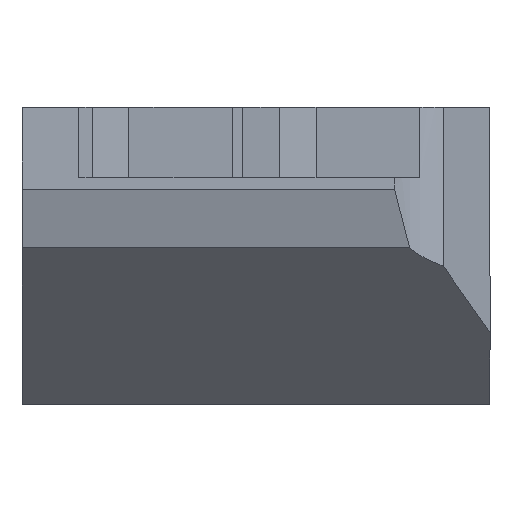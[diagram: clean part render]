
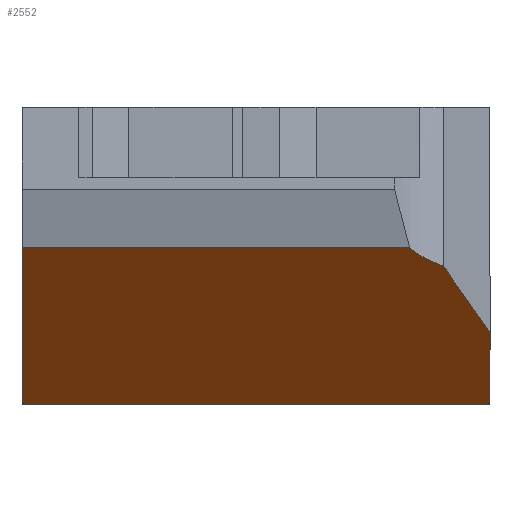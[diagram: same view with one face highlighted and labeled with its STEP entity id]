
A CAD part, left-side view. The second image highlights one B-rep face of the part: STEP entity #2552.
In plain terms, the highlighted planar face has unit normal (-0.707, 0, -0.707).
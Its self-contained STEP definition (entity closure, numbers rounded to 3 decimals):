
#15 = FACE_OUTER_BOUND ( 'NONE', #3494, .T. ) ;
#151 = CARTESIAN_POINT ( 'NONE',  ( -92.63, 141.494, -12.7 ) ) ;
#169 = DIRECTION ( 'NONE',  ( -0.707, 0., 0.707 ) ) ;
#227 = AXIS2_PLACEMENT_3D ( 'NONE', #2708, #1111, #2966 ) ;
#245 = CARTESIAN_POINT ( 'NONE',  ( -99.33, -6.563, -6. ) ) ;
#297 = DIRECTION ( 'NONE',  ( 0.707, 0., -0.707 ) ) ;
#304 = VECTOR ( 'NONE', #2051, 1000. ) ;
#447 = CARTESIAN_POINT ( 'NONE',  ( -154.369, 31.078, 49.039 ) ) ;
#514 = VECTOR ( 'NONE', #2185, 1000. ) ;
#554 = VERTEX_POINT ( 'NONE', #2579 ) ;
#555 = CARTESIAN_POINT ( 'NONE',  ( -98.979, -6.987, -6.351 ) ) ;
#558 = ORIENTED_EDGE ( 'NONE', *, *, #1032, .F. ) ;
#583 = VERTEX_POINT ( 'NONE', #3467 ) ;
#689 = ORIENTED_EDGE ( 'NONE', *, *, #1370, .F. ) ;
#709 = VECTOR ( 'NONE', #297, 1000. ) ;
#1032 = EDGE_CURVE ( 'NONE', #583, #2715, #3209, .T. ) ;
#1047 = EDGE_CURVE ( 'NONE', #2715, #3552, #3369, .T. ) ;
#1086 = EDGE_CURVE ( 'NONE', #554, #2738, #2308, .T. ) ;
#1095 = CARTESIAN_POINT ( 'NONE',  ( -92.63, 10., -12.7 ) ) ;
#1111 = DIRECTION ( 'NONE',  ( -0.707, 0., -0.707 ) ) ;
#1152 = CARTESIAN_POINT ( 'NONE',  ( -92.63, -10., -12.7 ) ) ;
#1201 = EDGE_CURVE ( 'NONE', #1266, #2738, #1636, .T. ) ;
#1266 = VERTEX_POINT ( 'NONE', #1095 ) ;
#1370 = EDGE_CURVE ( 'NONE', #3552, #554, #1431, .T. ) ;
#1403 = EDGE_CURVE ( 'NONE', #1266, #583, #1931, .T. ) ;
#1431 = LINE ( 'NONE', #447, #514 ) ;
#1486 = CARTESIAN_POINT ( 'NONE',  ( -98.56, -8., -6.77 ) ) ;
#1573 = ORIENTED_EDGE ( 'NONE', *, *, #1086, .F. ) ;
#1636 = LINE ( 'NONE', #151, #2235 ) ;
#1679 = CARTESIAN_POINT ( 'NONE',  ( -96.315, 10., -9.015 ) ) ;
#1859 = VECTOR ( 'NONE', #169, 1000. ) ;
#1876 = ORIENTED_EDGE ( 'NONE', *, *, #1201, .T. ) ;
#1931 = LINE ( 'NONE', #1679, #1859 ) ;
#2051 = DIRECTION ( 'NONE',  ( 0., -1., 0. ) ) ;
#2185 = DIRECTION ( 'NONE',  ( 0.634, -0.444, -0.634 ) ) ;
#2193 = CARTESIAN_POINT ( 'NONE',  ( -98.56, -8., -6.77 ) ) ;
#2223 = CARTESIAN_POINT ( 'NONE',  ( -99.33, 141.494, -6. ) ) ;
#2235 = VECTOR ( 'NONE', #3155, 1000. ) ;
#2278 = ORIENTED_EDGE ( 'NONE', *, *, #1047, .F. ) ;
#2308 = LINE ( 'NONE', #3303, #709 ) ;
#2518 = CARTESIAN_POINT ( 'NONE',  ( -99.33, -6.563, -6. ) ) ;
#2552 = ADVANCED_FACE ( 'NONE', ( #15 ), #3198, .T. ) ;
#2579 = CARTESIAN_POINT ( 'NONE',  ( -95.704, -10., -9.626 ) ) ;
#2708 = CARTESIAN_POINT ( 'NONE',  ( -99.33, 141.494, -6. ) ) ;
#2715 = VERTEX_POINT ( 'NONE', #245 ) ;
#2738 = VERTEX_POINT ( 'NONE', #1152 ) ;
#2966 = DIRECTION ( 'NONE',  ( -0.707, 0., 0.707 ) ) ;
#3027 = CARTESIAN_POINT ( 'NONE',  ( -98.718, -7.473, -6.612 ) ) ;
#3155 = DIRECTION ( 'NONE',  ( 0., -1., 0. ) ) ;
#3198 = PLANE ( 'NONE',  #227 ) ;
#3209 = LINE ( 'NONE', #2223, #304 ) ;
#3272 = ORIENTED_EDGE ( 'NONE', *, *, #1403, .F. ) ;
#3303 = CARTESIAN_POINT ( 'NONE',  ( -96.315, -10., -9.015 ) ) ;
#3369 =( BOUNDED_CURVE ( )  B_SPLINE_CURVE ( 3, ( #2518, #555, #3027, #1486 ),
 .UNSPECIFIED., .F., .F. ) 
 B_SPLINE_CURVE_WITH_KNOTS ( ( 4, 4 ),
 ( 5.591, 5.991 ),
 .UNSPECIFIED. ) 
 CURVE ( )  GEOMETRIC_REPRESENTATION_ITEM ( )  RATIONAL_B_SPLINE_CURVE ( ( 1., 0.987, 0.987, 1. ) ) 
 REPRESENTATION_ITEM ( '' )  );
#3467 = CARTESIAN_POINT ( 'NONE',  ( -99.33, 10., -6. ) ) ;
#3494 = EDGE_LOOP ( 'NONE', ( #3272, #1876, #1573, #689, #2278, #558 ) ) ;
#3552 = VERTEX_POINT ( 'NONE', #2193 ) ;
